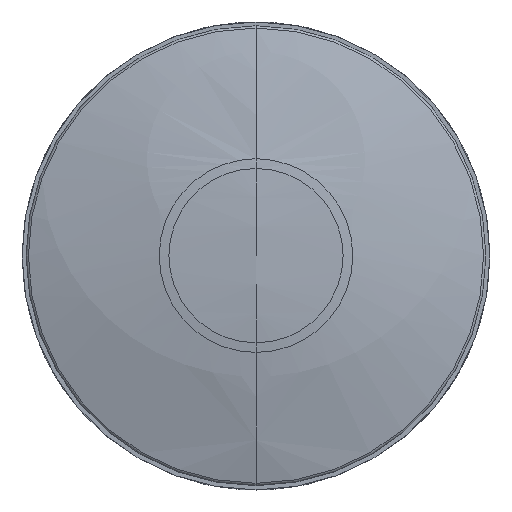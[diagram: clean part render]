
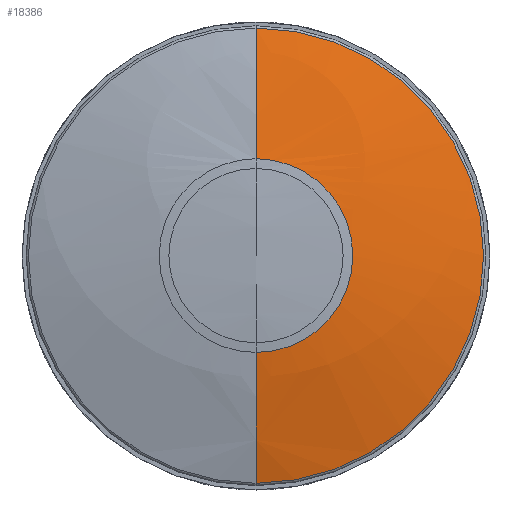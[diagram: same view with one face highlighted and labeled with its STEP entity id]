
A CAD part, top view. The second image highlights one B-rep face of the part: STEP entity #18386.
In plain terms, the highlighted spherical face has radius 50 mm.
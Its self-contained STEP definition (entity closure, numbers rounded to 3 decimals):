
#99=CARTESIAN_POINT('',(0.,0.,22.112));
#100=DIRECTION('',(0.,0.,1.));
#101=DIRECTION('',(0.,-1.,0.));
#102=AXIS2_PLACEMENT_3D('',#99,#100,#101);
#104=CARTESIAN_POINT('',(0.,0.,20.442));
#105=DIRECTION('',(0.,0.,-1.));
#106=DIRECTION('',(0.,1.,0.));
#107=AXIS2_PLACEMENT_3D('',#104,#105,#106);
#109=CARTESIAN_POINT('',(0.,0.,-27.526));
#110=DIRECTION('',(-1.,0.,0.));
#111=DIRECTION('',(0.,-0.282,0.959));
#112=AXIS2_PLACEMENT_3D('',#109,#110,#111);
#132=CARTESIAN_POINT('',(0.,0.,-27.526));
#133=DIRECTION('',(1.,0.,0.));
#134=DIRECTION('',(0.,0.282,0.959));
#135=AXIS2_PLACEMENT_3D('',#132,#133,#134);
#15810=CARTESIAN_POINT('',(0.,14.106,20.442));
#15811=VERTEX_POINT('',#15810);
#15812=CARTESIAN_POINT('',(0.,-14.106,20.442));
#15813=VERTEX_POINT('',#15812);
#15814=CARTESIAN_POINT('',(0.,-6.,22.112));
#15815=CARTESIAN_POINT('',(0.,6.,22.112));
#15816=VERTEX_POINT('',#15814);
#15817=VERTEX_POINT('',#15815);
#18372=CARTESIAN_POINT('',(0.,0.,-27.526));
#18373=DIRECTION('',(0.,0.12,0.993));
#18374=DIRECTION('',(0.,-0.993,0.12));
#18375=AXIS2_PLACEMENT_3D('',#18372,#18373,#18374);
#18376=SPHERICAL_SURFACE('',#18375,50.);
#18378=ORIENTED_EDGE('',*,*,#18377,.T.);
#18380=ORIENTED_EDGE('',*,*,#18379,.F.);
#18381=ORIENTED_EDGE('',*,*,#18366,.T.);
#18383=ORIENTED_EDGE('',*,*,#18382,.T.);
#18384=EDGE_LOOP('',(#18378,#18380,#18381,#18383));
#18385=FACE_OUTER_BOUND('',#18384,.F.);
#103=CIRCLE('',#102,6.);
#108=CIRCLE('',#107,14.106);
#113=CIRCLE('',#112,50.);
#136=CIRCLE('',#135,50.);
#18366=EDGE_CURVE('',#15811,#15813,#108,.T.);
#18377=EDGE_CURVE('',#15816,#15817,#103,.T.);
#18379=EDGE_CURVE('',#15811,#15817,#136,.T.);
#18382=EDGE_CURVE('',#15813,#15816,#113,.T.);
#18386=ADVANCED_FACE('',(#18385),#18376,.T.);
